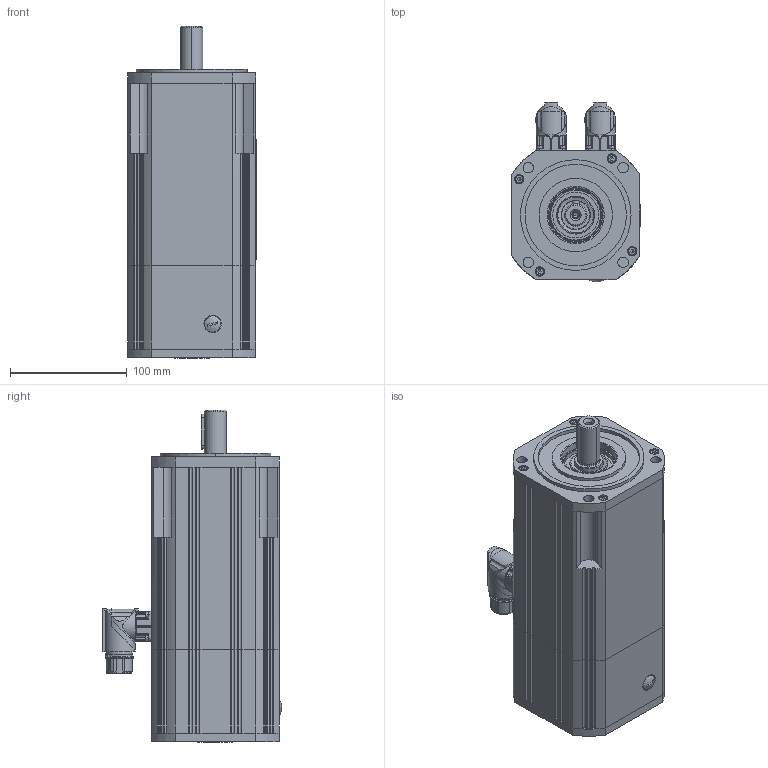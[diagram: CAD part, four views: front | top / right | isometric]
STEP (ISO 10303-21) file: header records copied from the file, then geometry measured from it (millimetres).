
FILE_DESCRIPTION((''),'2;1');
FILE_NAME('FP-911 + Encoder ECN-EQN 1100 + Fre Keb 06-9.stp','2012-01-20T08:31:40',('jlopez'),(''),'Autodesk Inventor 9','Autodesk Inventor 9','');
FILE_SCHEMA(('AUTOMOTIVE_DESIGN { 1 0 10303 214 1 1 1 1 }'));
Length unit declared in the file: millimetre
Products named in the file (1): Pieza1
Bounding box: 110.5 x 154.13 x 284.9 mm (x, y, z)
Volume: 3080581.4 mm3; surface area: 194696.8 mm2
Topology: 23 solids, 23 shells, 1467 faces, 3760 edges, 2255 vertices
Faces by surface type: cylinder 651, plane 465, cone 142, bspline 104, torus 58, sphere 47
Entity records: 45398 total; most frequent: CARTESIAN_POINT 9940, DIRECTION 7865, ORIENTED_EDGE 7268, EDGE_CURVE 3634, AXIS2_PLACEMENT_3D 3110, VERTEX_POINT 2255, CIRCLE 1674, VECTOR 1645
